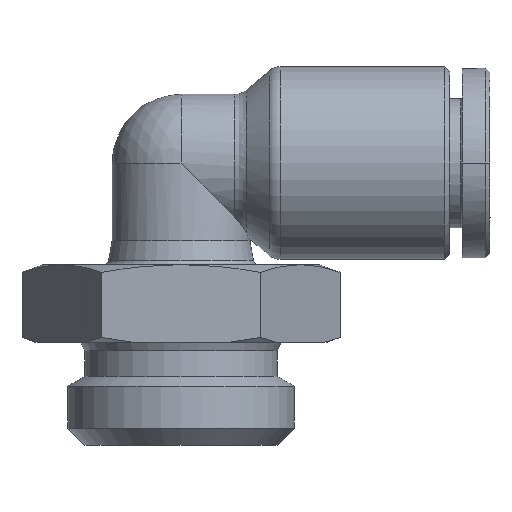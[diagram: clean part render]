
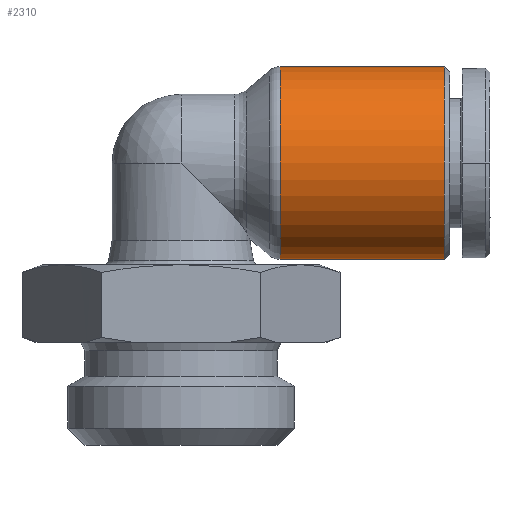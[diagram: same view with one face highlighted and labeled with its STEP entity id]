
A CAD part, front view. The second image highlights one B-rep face of the part: STEP entity #2310.
In plain terms, the highlighted cylindrical face has radius 5.6 mm (diameter 11.2 mm), a partial arc.
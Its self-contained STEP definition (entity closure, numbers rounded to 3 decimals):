
#253=CYLINDRICAL_SURFACE('',#5101,5.6);
#321=FACE_OUTER_BOUND('',#590,.F.);
#590=EDGE_LOOP('',(#939,#940,#941,#942));
#939=ORIENTED_EDGE('',*,*,#3797,.T.);
#940=ORIENTED_EDGE('',*,*,#4469,.F.);
#941=ORIENTED_EDGE('',*,*,#3800,.T.);
#942=ORIENTED_EDGE('',*,*,#4468,.F.);
#2310=ADVANCED_FACE('',(#321),#253,.T.);
#3042=LINE('',#8464,#3547);
#3043=LINE('',#8465,#3548);
#3547=VECTOR('',#5943,9.535);
#3548=VECTOR('',#5944,9.535);
#3583=CIRCLE('',#5008,5.6);
#3586=CIRCLE('',#5011,5.6);
#3797=EDGE_CURVE('',#4972,#4971,#3583,.T.);
#3800=EDGE_CURVE('',#4969,#4970,#3586,.T.);
#4468=EDGE_CURVE('',#4972,#4970,#3042,.T.);
#4469=EDGE_CURVE('',#4969,#4971,#3043,.T.);
#4969=VERTEX_POINT('',#6924);
#4970=VERTEX_POINT('',#6925);
#4971=VERTEX_POINT('',#6926);
#4972=VERTEX_POINT('',#6927);
#5008=AXIS2_PLACEMENT_3D('',#6952,#5330,#5331);
#5011=AXIS2_PLACEMENT_3D('',#6955,#5336,#5337);
#5101=AXIS2_PLACEMENT_3D('',#9143,#6021,#6022);
#5330=DIRECTION('',(1.,0.,0.));
#5331=DIRECTION('',(0.,0.,1.));
#5336=DIRECTION('',(-1.,0.,0.));
#5337=DIRECTION('',(0.,0.,-1.));
#5943=DIRECTION('',(-1.,0.,0.));
#5944=DIRECTION('',(1.,0.,0.));
#6021=DIRECTION('',(1.,0.,0.));
#6022=DIRECTION('',(0.,0.087,0.996));
#6924=CARTESIAN_POINT('',(20.726,17.287,-3.922));
#6925=CARTESIAN_POINT('',(20.726,17.287,7.278));
#6926=CARTESIAN_POINT('',(30.261,17.287,-3.922));
#6927=CARTESIAN_POINT('',(30.261,17.287,7.278));
#6952=CARTESIAN_POINT('',(30.261,17.287,1.678));
#6955=CARTESIAN_POINT('',(20.726,17.287,1.678));
#8464=CARTESIAN_POINT('',(30.261,17.287,7.278));
#8465=CARTESIAN_POINT('',(20.726,17.287,-3.922));
#9143=CARTESIAN_POINT('',(30.738,17.287,1.678));
